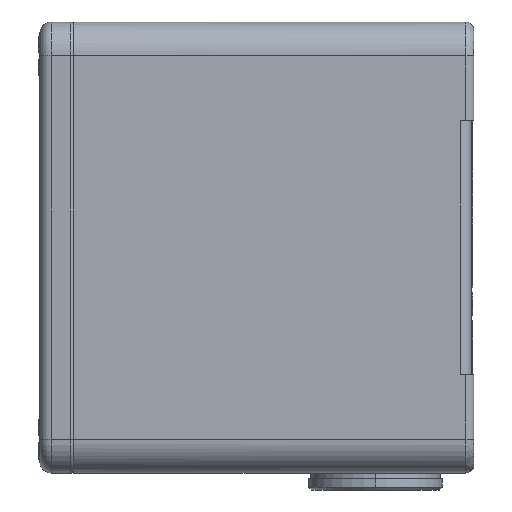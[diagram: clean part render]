
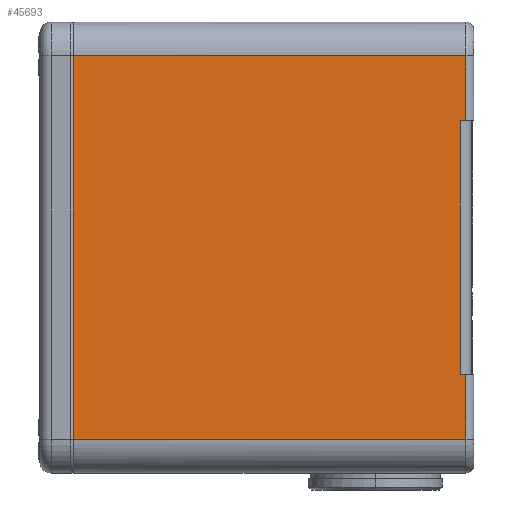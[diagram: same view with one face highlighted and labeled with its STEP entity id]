
A CAD part, left-side view. The second image highlights one B-rep face of the part: STEP entity #45693.
In plain terms, the highlighted planar face has unit normal (-1, -0.018, 0).
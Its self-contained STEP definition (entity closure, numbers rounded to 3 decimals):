
#112=DIRECTION('',(0.,0.,-1.));
#113=VECTOR('',#112,11.525);
#114=CARTESIAN_POINT('',(-38.786,1.454,34.));
#115=LINE('',#114,#113);
#116=DIRECTION('',(0.,0.,1.));
#117=VECTOR('',#116,44.914);
#118=CARTESIAN_POINT('',(-38.804,2.465,-22.457));
#119=LINE('',#118,#117);
#120=DIRECTION('',(0.,0.,-1.));
#121=VECTOR('',#120,11.525);
#122=CARTESIAN_POINT('',(-38.786,1.454,-22.475));
#123=LINE('',#122,#121);
#124=DIRECTION('',(0.017,-1.,0.));
#125=VECTOR('',#124,69.556);
#126=CARTESIAN_POINT('',(-40.,71.,-34.));
#127=LINE('',#126,#125);
#128=DIRECTION('',(0.017,-1.,0.));
#129=VECTOR('',#128,69.556);
#130=CARTESIAN_POINT('',(-40.,71.,34.));
#131=LINE('',#130,#129);
#146=DIRECTION('',(0.017,-1.,0.017));
#147=VECTOR('',#146,1.011);
#148=CARTESIAN_POINT('',(-38.804,2.465,22.457));
#149=LINE('',#148,#147);
#377=CARTESIAN_POINT('',(-40.,71.,34.));
#391=DIRECTION('',(0.,0.,1.));
#392=VECTOR('',#391,68.);
#393=CARTESIAN_POINT('',(-40.,71.,-34.));
#394=LINE('',#393,#392);
#407=CARTESIAN_POINT('',(-40.,71.,-34.));
#516=CARTESIAN_POINT('',(-38.786,1.454,-34.));
#4135=DIRECTION('',(-0.017,1.,0.017));
#4136=VECTOR('',#4135,1.011);
#4137=CARTESIAN_POINT('',(-38.786,1.454,
-22.475));
#4138=LINE('',#4137,#4136);
#37042=VERTEX_POINT('',#377);
#37049=VERTEX_POINT('',#407);
#37102=CARTESIAN_POINT('',(-38.804,2.465,
-22.457));
#37103=CARTESIAN_POINT('',(-38.804,2.465,
22.457));
#37104=VERTEX_POINT('',#37102);
#37105=VERTEX_POINT('',#37103);
#37129=VERTEX_POINT('',#516);
#37132=CARTESIAN_POINT('',(-38.786,1.454,
-22.475));
#37133=VERTEX_POINT('',#37132);
#37134=CARTESIAN_POINT('',(-38.786,1.454,
34.));
#37135=CARTESIAN_POINT('',(-38.786,1.454,
22.475));
#37136=VERTEX_POINT('',#37134);
#37137=VERTEX_POINT('',#37135);
#45671=CARTESIAN_POINT('',(-40.,71.,-42.726));
#45672=DIRECTION('',(-1.,-0.017,0.));
#45673=DIRECTION('',(0.,0.,1.));
#45674=AXIS2_PLACEMENT_3D('',#45671,#45672,#45673);
#45675=PLANE('',#45674);
#45676=ORIENTED_EDGE('',*,*,#45654,.T.);
#45678=ORIENTED_EDGE('',*,*,#45677,.F.);
#45680=ORIENTED_EDGE('',*,*,#45679,.F.);
#45682=ORIENTED_EDGE('',*,*,#45681,.F.);
#45684=ORIENTED_EDGE('',*,*,#45683,.T.);
#45686=ORIENTED_EDGE('',*,*,#45685,.F.);
#45688=ORIENTED_EDGE('',*,*,#45687,.T.);
#45690=ORIENTED_EDGE('',*,*,#45689,.T.);
#45691=EDGE_LOOP('',(#45676,#45678,#45680,#45682,#45684,#45686,#45688,#45690));
#45692=FACE_OUTER_BOUND('',#45691,.F.);
#45654=EDGE_CURVE('',#37136,#37137,#115,.T.);
#45677=EDGE_CURVE('',#37105,#37137,#149,.T.);
#45679=EDGE_CURVE('',#37104,#37105,#119,.T.);
#45681=EDGE_CURVE('',#37133,#37104,#4138,.T.);
#45683=EDGE_CURVE('',#37133,#37129,#123,.T.);
#45685=EDGE_CURVE('',#37049,#37129,#127,.T.);
#45687=EDGE_CURVE('',#37049,#37042,#394,.T.);
#45689=EDGE_CURVE('',#37042,#37136,#131,.T.);
#45693=ADVANCED_FACE('',(#45692),#45675,.T.);
